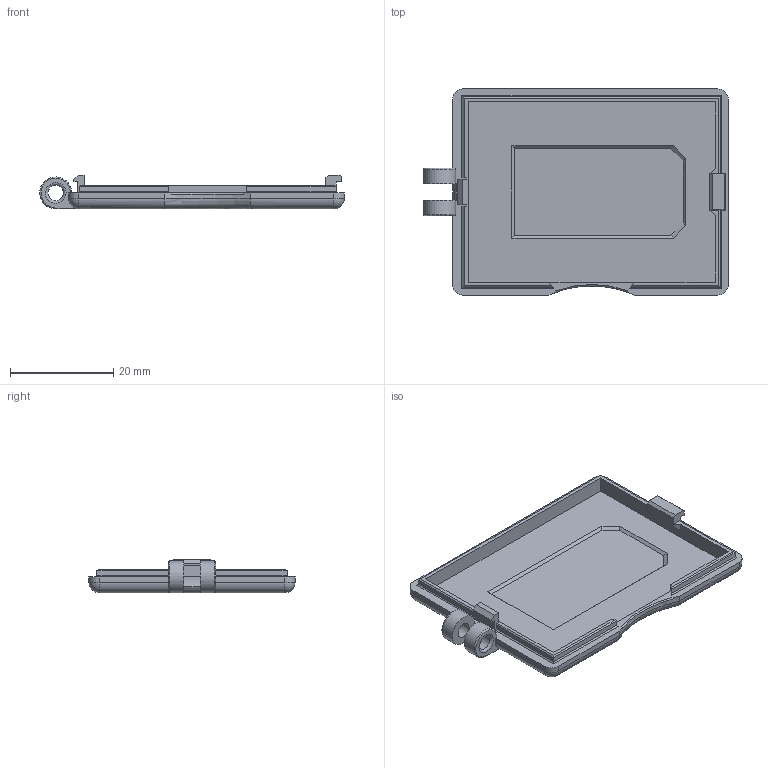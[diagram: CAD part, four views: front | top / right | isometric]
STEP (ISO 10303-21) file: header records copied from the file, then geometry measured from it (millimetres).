
FILE_DESCRIPTION(/* description */ (''),/* implementation_level */ '2;1');
FILE_NAME(/* name */ '4.stp',/* time_stamp */ '2020-09-05T16:46:36+08:00',/* author */ (''),/* organization */ (''),/* preprocessor_version */ 'ST-DEVELOPER v15.2',/* originating_system */ 'Autodesk Translator Framework v2.0.0.5431',/* authorisation */ '');
FILE_SCHEMA (('AUTOMOTIVE_DESIGN { 1 0 10303 214 3 1 1 }'));
Length unit declared in the file: centimetre
Products named in the file (1): 4
Bounding box: 59.1 x 40 x 6.55 mm (x, y, z)
Volume: 3851 mm3; surface area: 5678.2 mm2
Topology: 1 solids, 1 shells, 102 faces, 273 edges, 175 vertices
Faces by surface type: plane 73, cylinder 19, torus 5, sphere 4, cone 1
Full cylindrical faces by diameter (mm): 3 x2
Entity records: 3164 total; most frequent: CARTESIAN_POINT 603, ORIENTED_EDGE 534, DIRECTION 511, EDGE_CURVE 267, LINE 213, VECTOR 213, VERTEX_POINT 173, AXIS2_PLACEMENT_3D 149
